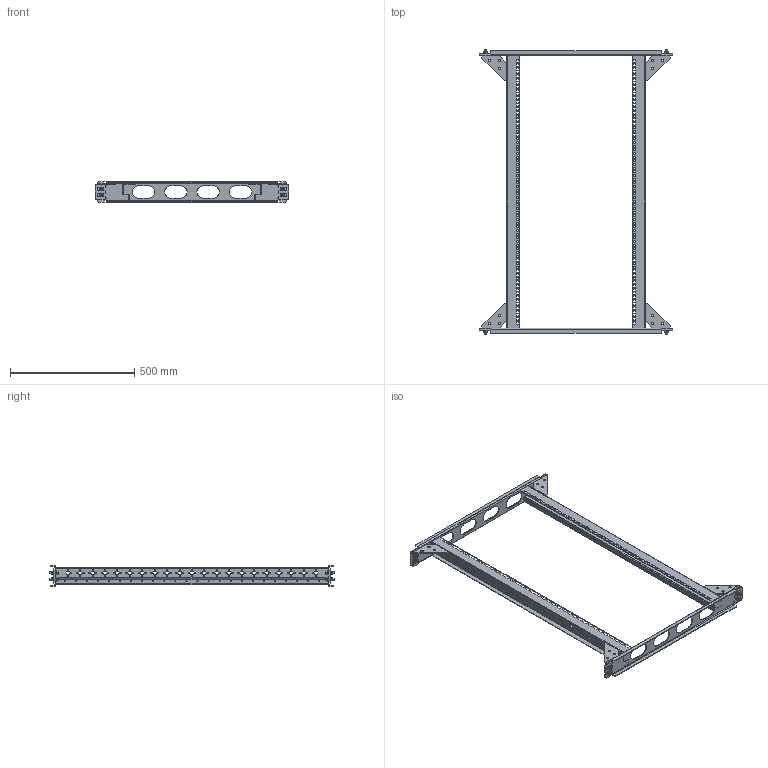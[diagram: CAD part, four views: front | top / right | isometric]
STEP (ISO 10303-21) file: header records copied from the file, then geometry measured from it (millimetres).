
FILE_DESCRIPTION (( 'STEP AP203' ), '1' );
FILE_NAME ('UR28807002080 Ðàìà ìîíòàæíàÿ 19-äþéìîâàÿ RS52 120.80 (000.801.656) .STEP', '2022-04-26T06:17:12', ( '' ), ( '' ), 'SwSTEP 2.0', 'SolidWorks 2017', '' );
FILE_SCHEMA (( 'CONFIG_CONTROL_DESIGN' ));
Length unit declared in the file: millimetre
Products named in the file (11): 024-458 砑僔蠂縺; 嵑殧趌6402_8; 024-365 砑僔蠂縺; 鎔艜 DIN 912_M8x20; Çàêëàäíàÿ ãàéêà Ì8 ÊÍÐ; 000.121.009 Ðàìà ìîíòàæíàÿ 19-äþéìîâàÿ LC2_00 (120); 嵑殧趌11371_8; Âèíò DIN 912_Œ8å30; 025-223 砑鳧罻_01 (00.80); 072-12 Ïðîôèëü 19 òèï S_00 (120); UR28807002080 Ðàìà ìîíòàæíàÿ 19-äþéìîâàÿ RS52 120.80 (000.801.656) 
Assembly tree (45 placements, depth 3):
  UR28807002080 Ðàìà ìîíòàæíàÿ 19-äþéìîâàÿ RS52 120.80 (000.801.656) 
    000.121.009 Ðàìà ìîíòàæíàÿ 19-äþéìîâàÿ LC2_00 (120)
      072-12 Ïðîôèëü 19 òèï S_00 (120)  x2
      025-223 砑鳧罻_01 (00.80)  x2
      024-365 砑僔蠂縺  x4
    Âèíò DIN 912_Œ8å30  x7
    Çàêëàäíàÿ ãàéêà Ì8 ÊÍÐ  x8
    鎔艜 DIN 912_M8x20
    024-458 砑僔蠂縺  x4
    嵑殧趌11371_8  x8
    嵑殧趌6402_8  x8
Bounding box: 777 x 1148.8 x 80.5 mm (x, y, z)
Volume: 1153205.8 mm3; surface area: 1044393.7 mm2
Topology: 52 solids, 52 shells, 2504 faces, 6816 edges, 4384 vertices
Faces by surface type: plane 1544, cylinder 712, torus 128, cone 96, bspline 24
Entity records: 31430 total; most frequent: CARTESIAN_POINT 5141, ORIENTED_EDGE 4942, DIRECTION 4909, EDGE_CURVE 2471, VECTOR 1823, LINE 1823, VERTEX_POINT 1615, AXIS2_PLACEMENT_3D 1543
